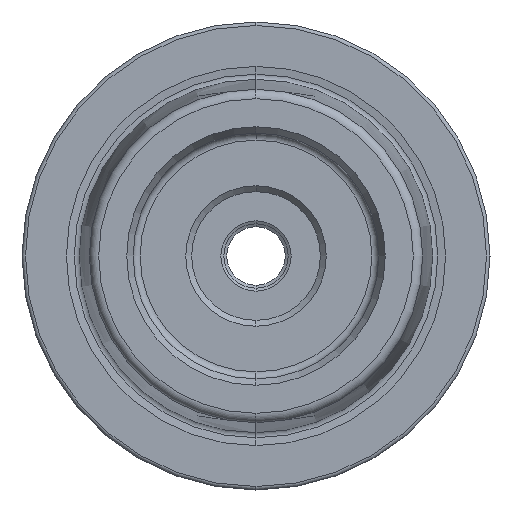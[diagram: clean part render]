
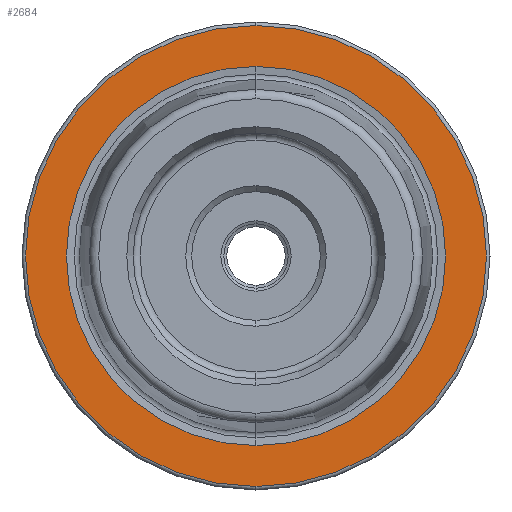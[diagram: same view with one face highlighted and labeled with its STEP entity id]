
A CAD part, left-side view. The second image highlights one B-rep face of the part: STEP entity #2684.
In plain terms, the highlighted planar face has unit normal (-1, 0, 0).
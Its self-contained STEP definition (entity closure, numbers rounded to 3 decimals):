
#29 = VERTEX_POINT ( 'NONE', #122 ) ;
#40 = VERTEX_POINT ( 'NONE', #170 ) ;
#122 = CARTESIAN_POINT ( 'NONE',  ( 0., 0., 19.7 ) ) ;
#170 = CARTESIAN_POINT ( 'NONE',  ( 0., 0., -19.7 ) ) ;
#304 = EDGE_LOOP ( 'NONE', ( #930, #931 ) ) ;
#325 = EDGE_LOOP ( 'NONE', ( #932, #933 ) ) ;
#339 = VERTEX_POINT ( 'NONE', #1423 ) ;
#366 = VERTEX_POINT ( 'NONE', #1433 ) ;
#383 = EDGE_CURVE ( 'NONE', #29, #40, #1178, .T. ) ;
#388 = EDGE_CURVE ( 'NONE', #366, #339, #1185, .T. ) ;
#690 = AXIS2_PLACEMENT_3D ( 'NONE', #2475, #2473, #2478 ) ;
#725 = EDGE_CURVE ( 'NONE', #40, #29, #1233, .T. ) ;
#726 = EDGE_CURVE ( 'NONE', #339, #366, #1234, .T. ) ;
#803 = AXIS2_PLACEMENT_3D ( 'NONE', #1462, #1463, #1464 ) ;
#807 = AXIS2_PLACEMENT_3D ( 'NONE', #1477, #1478, #1479 ) ;
#930 = ORIENTED_EDGE ( 'NONE', *, *, #726, .F. ) ;
#931 = ORIENTED_EDGE ( 'NONE', *, *, #388, .F. ) ;
#932 = ORIENTED_EDGE ( 'NONE', *, *, #383, .T. ) ;
#933 = ORIENTED_EDGE ( 'NONE', *, *, #725, .T. ) ;
#1178 = CIRCLE ( 'NONE', #803, 19.7 ) ;
#1185 = CIRCLE ( 'NONE', #807, 16.207 ) ;
#1233 = CIRCLE ( 'NONE', #1546, 19.7 ) ;
#1234 = CIRCLE ( 'NONE', #1547, 16.207 ) ;
#1423 = CARTESIAN_POINT ( 'NONE',  ( 0., 0., 16.207 ) ) ;
#1433 = CARTESIAN_POINT ( 'NONE',  ( 0., 0., -16.207 ) ) ;
#1462 = CARTESIAN_POINT ( 'NONE',  ( 0., 0., 0. ) ) ;
#1463 = DIRECTION ( 'NONE',  ( -1., 0., 0. ) ) ;
#1464 = DIRECTION ( 'NONE',  ( 0., 0., 1. ) ) ;
#1477 = CARTESIAN_POINT ( 'NONE',  ( 0., 0., 0. ) ) ;
#1478 = DIRECTION ( 'NONE',  ( -1., 0., 0. ) ) ;
#1479 = DIRECTION ( 'NONE',  ( 0., 0., 1. ) ) ;
#1546 = AXIS2_PLACEMENT_3D ( 'NONE', #1807, #1808, #1809 ) ;
#1547 = AXIS2_PLACEMENT_3D ( 'NONE', #1810, #1811, #1812 ) ;
#1807 = CARTESIAN_POINT ( 'NONE',  ( 0., 0., 0. ) ) ;
#1808 = DIRECTION ( 'NONE',  ( -1., 0., 0. ) ) ;
#1809 = DIRECTION ( 'NONE',  ( 0., 0., 1. ) ) ;
#1810 = CARTESIAN_POINT ( 'NONE',  ( 0., 0., 0. ) ) ;
#1811 = DIRECTION ( 'NONE',  ( -1., 0., 0. ) ) ;
#1812 = DIRECTION ( 'NONE',  ( 0., 0., 1. ) ) ;
#2365 = FACE_OUTER_BOUND ( 'NONE', #325, .T. ) ;
#2473 = DIRECTION ( 'NONE',  ( 1., 0., 0. ) ) ;
#2475 = CARTESIAN_POINT ( 'NONE',  ( 0., 19.7, 0. ) ) ;
#2476 = PLANE ( 'NONE',  #690 ) ;
#2478 = DIRECTION ( 'NONE',  ( 0., 0., -1. ) ) ;
#2553 = FACE_BOUND ( 'NONE', #304, .T. ) ;
#2684 = ADVANCED_FACE ( 'NONE', ( #2553, #2365 ), #2476, .F. ) ;
